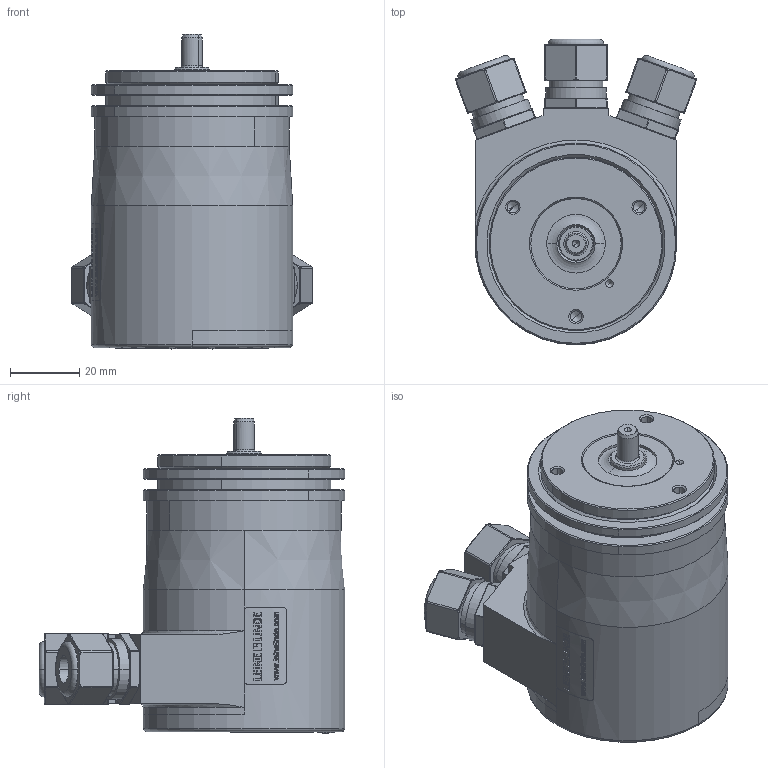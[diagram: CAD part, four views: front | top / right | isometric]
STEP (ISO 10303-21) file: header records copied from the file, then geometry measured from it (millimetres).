
FILE_DESCRIPTION((''),'2;1');
FILE_NAME('549843','2011-01-13T',('se2802'),(''),'PRO/ENGINEER BY PARAMETRIC TECHNOLOGY CORPORATION, 2010180','PRO/ENGINEER BY PARAMETRIC TECHNOLOGY CORPORATION, 2010180','');
FILE_SCHEMA(('CONFIG_CONTROL_DESIGN'));
Length unit declared in the file: millimetre
Products named in the file (1): 549843
Bounding box: 69.54 x 88 x 90.73 mm (x, y, z)
Volume: 114608 mm3; surface area: 65726.1 mm2
Topology: 4 solids, 5 shells, 3679 faces, 9915 edges, 6386 vertices
Faces by surface type: plane 2361, cylinder 596, extrusion 320, bspline 131, cone 126, sphere 74, torus 69, revolution 2
Entity records: 136140 total; most frequent: CARTESIAN_POINT 45620, ORIENTED_EDGE 19630, DIRECTION 16979, EDGE_CURVE 9815, VECTOR 7145, LINE 6825, VERTEX_POINT 6386, AXIS2_PLACEMENT_3D 4916
